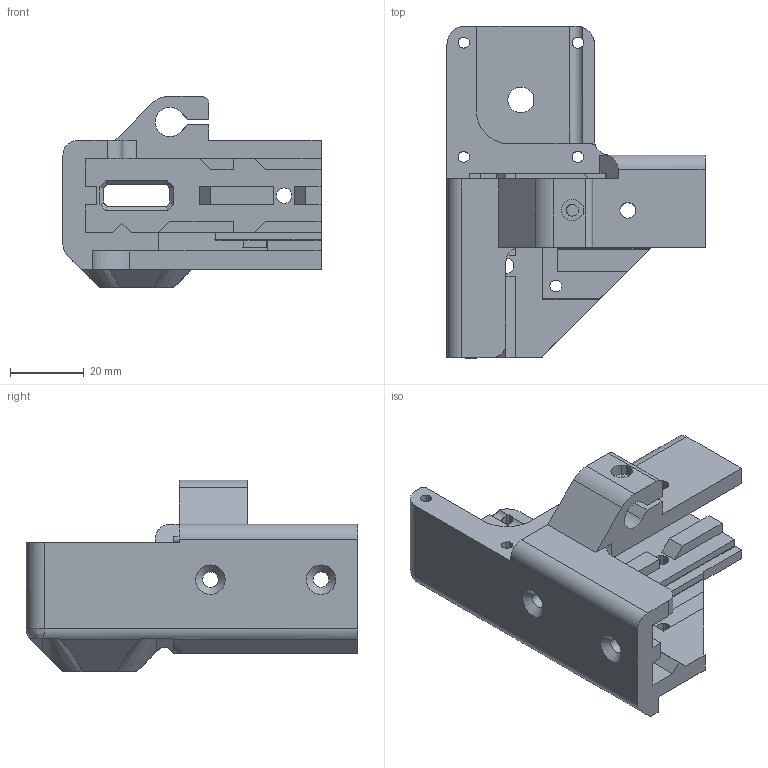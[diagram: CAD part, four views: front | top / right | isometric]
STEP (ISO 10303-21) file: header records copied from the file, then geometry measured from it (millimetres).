
FILE_DESCRIPTION(('FreeCAD Model'),'2;1');
FILE_NAME('LBackCorner.step','2018-02-23T16:58:55',('Author'),('' ),'Open CASCADE STEP processor 6.9','FreeCAD','Unknown');
FILE_SCHEMA(('AUTOMOTIVE_DESIGN_CC2 { 1 2 10303 214 -1 1 5 4 }'));
Length unit declared in the file: millimetre
Products named in the file (1): LBackCorner
Bounding box: 70 x 90 x 52 mm (x, y, z)
Volume: 62106.6 mm3; surface area: 25753 mm2
Topology: 1 solids, 1 shells, 236 faces, 672 edges, 436 vertices
Faces by surface type: plane 173, cylinder 48, cone 7, sphere 4, bspline 4
Full cylindrical faces by diameter (mm): 4.2 x3
Entity records: 19635 total; most frequent: CARTESIAN_POINT 6395, DIRECTION 2410, LINE 1645, VECTOR 1645, ORIENTED_EDGE 1340, PCURVE 1340, DEFINITIONAL_REPRESENTATION 1340, EDGE_CURVE 670
